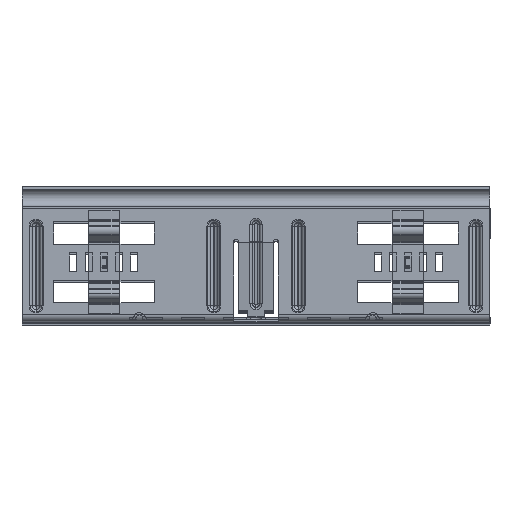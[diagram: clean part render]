
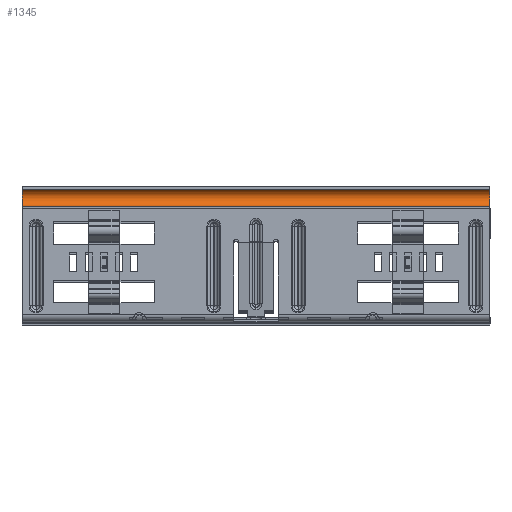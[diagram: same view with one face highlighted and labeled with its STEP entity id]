
A CAD part, top view. The second image highlights one B-rep face of the part: STEP entity #1345.
In plain terms, the highlighted cylindrical face has radius 3.7 mm (diameter 7.4 mm), a partial arc.
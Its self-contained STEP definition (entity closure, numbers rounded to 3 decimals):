
#535 = ORIENTED_EDGE ( 'NONE', *, *, #12106, .T. ) ;
#974 = EDGE_CURVE ( 'NONE', #9143, #13269, #13922, .T. ) ;
#1237 = AXIS2_PLACEMENT_3D ( 'NONE', #17625, #8767, #19105 ) ;
#1345 = ADVANCED_FACE ( 'NONE', ( #4028 ), #14828, .F. ) ;
#1361 = VECTOR ( 'NONE', #11282, 1000. ) ;
#1451 = ORIENTED_EDGE ( 'NONE', *, *, #2238, .F. ) ;
#1961 = CARTESIAN_POINT ( 'NONE',  ( 4.75, 52.871, 100. ) ) ;
#2165 = CIRCLE ( 'NONE', #9745, 3.7 ) ;
#2238 = EDGE_CURVE ( 'NONE', #15463, #13269, #13074, .T. ) ;
#2242 = LINE ( 'NONE', #18904, #16982 ) ;
#2300 = ORIENTED_EDGE ( 'NONE', *, *, #18891, .T. ) ;
#3469 = DIRECTION ( 'NONE',  ( 0., -1., 0. ) ) ;
#4028 = FACE_OUTER_BOUND ( 'NONE', #16494, .T. ) ;
#4080 = CARTESIAN_POINT ( 'NONE',  ( 4.75, 56.571, 100. ) ) ;
#4216 = DIRECTION ( 'NONE',  ( 0., 0., -1. ) ) ;
#4564 = VERTEX_POINT ( 'NONE', #4080 ) ;
#5228 = CARTESIAN_POINT ( 'NONE',  ( 4.75, 52.871, 200.417 ) ) ;
#5892 = CARTESIAN_POINT ( 'NONE',  ( 4.75, 49.171, -100. ) ) ;
#6246 = ORIENTED_EDGE ( 'NONE', *, *, #974, .T. ) ;
#8352 = CARTESIAN_POINT ( 'NONE',  ( 4.75, 49.171, 100. ) ) ;
#8767 = DIRECTION ( 'NONE',  ( 0., 0., -1. ) ) ;
#9143 = VERTEX_POINT ( 'NONE', #17318 ) ;
#9745 = AXIS2_PLACEMENT_3D ( 'NONE', #1961, #12232, #3469 ) ;
#10046 = CARTESIAN_POINT ( 'NONE',  ( 4.75, 49.171, 100. ) ) ;
#11282 = DIRECTION ( 'NONE',  ( 0., 0., -1. ) ) ;
#12106 = EDGE_CURVE ( 'NONE', #4564, #9143, #2242, .T. ) ;
#12232 = DIRECTION ( 'NONE',  ( 0., 0., 1. ) ) ;
#12676 = AXIS2_PLACEMENT_3D ( 'NONE', #5228, #15507, #16942 ) ;
#13074 = LINE ( 'NONE', #8352, #1361 ) ;
#13269 = VERTEX_POINT ( 'NONE', #5892 ) ;
#13922 = CIRCLE ( 'NONE', #1237, 3.7 ) ;
#14828 = CYLINDRICAL_SURFACE ( 'NONE', #12676, 3.7 ) ;
#15463 = VERTEX_POINT ( 'NONE', #10046 ) ;
#15507 = DIRECTION ( 'NONE',  ( 0., 0., -1. ) ) ;
#16494 = EDGE_LOOP ( 'NONE', ( #6246, #1451, #2300, #535 ) ) ;
#16942 = DIRECTION ( 'NONE',  ( 0., 1., 0. ) ) ;
#16982 = VECTOR ( 'NONE', #4216, 1000. ) ;
#17318 = CARTESIAN_POINT ( 'NONE',  ( 4.75, 56.571, -100. ) ) ;
#17625 = CARTESIAN_POINT ( 'NONE',  ( 4.75, 52.871, -100. ) ) ;
#18891 = EDGE_CURVE ( 'NONE', #15463, #4564, #2165, .T. ) ;
#18904 = CARTESIAN_POINT ( 'NONE',  ( 4.75, 56.571, 100. ) ) ;
#19105 = DIRECTION ( 'NONE',  ( 0., 1., 0. ) ) ;
